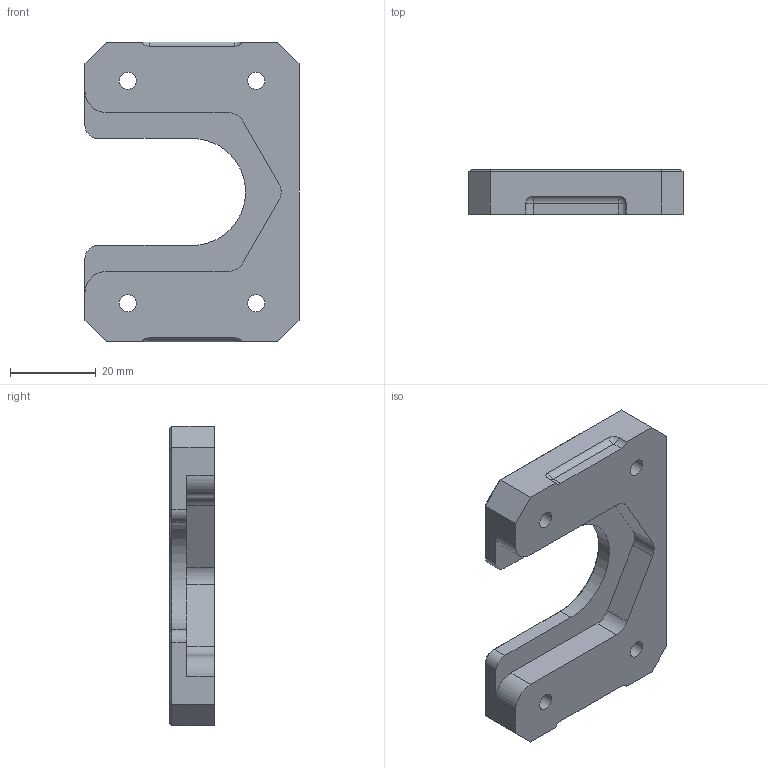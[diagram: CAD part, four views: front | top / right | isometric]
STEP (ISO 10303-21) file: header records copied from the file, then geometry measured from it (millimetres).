
FILE_DESCRIPTION(/* description */ (''),/* implementation_level */ '2;1');
FILE_NAME(/* name */ 'SL1 - 10 - Upper platform.step',/* time_stamp */ '2019-02-21T12:00:46+01:00',/* author */ (''),/* organization */ (''),/* preprocessor_version */ 'ST-DEVELOPER v17.2',/* originating_system */ 'Autodesk Translation Framework v7.6.0.251',/* authorisation */ '');
FILE_SCHEMA (('AUTOMOTIVE_DESIGN { 1 0 10303 214 3 1 1 }'));
Length unit declared in the file: millimetre
Products named in the file (1): SL1 - 10 - Upper platform
Bounding box: 50 x 10.5 x 70 mm (x, y, z)
Volume: 21605.5 mm3; surface area: 8704.4 mm2
Topology: 1 solids, 1 shells, 68 faces, 164 edges, 102 vertices
Faces by surface type: plane 35, cylinder 22, cone 7, sphere 4
Full cylindrical faces by diameter (mm): 4 x4, 7 x4
Entity records: 2021 total; most frequent: DIRECTION 355, CARTESIAN_POINT 339, ORIENTED_EDGE 328, EDGE_CURVE 164, AXIS2_PLACEMENT_3D 124, LINE 107, VECTOR 107, VERTEX_POINT 102
